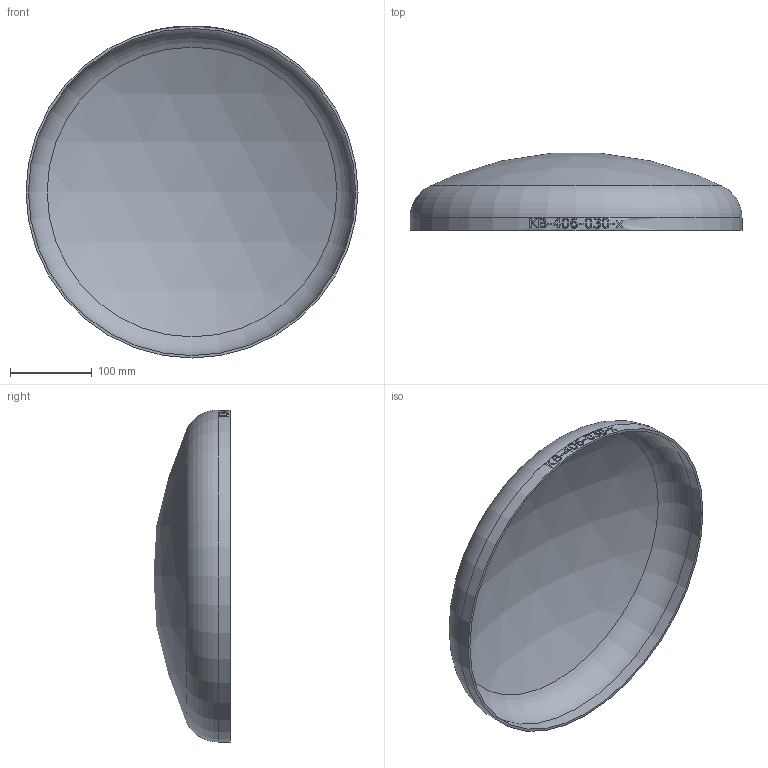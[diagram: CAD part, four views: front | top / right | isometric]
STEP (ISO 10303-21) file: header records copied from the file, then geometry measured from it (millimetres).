
FILE_DESCRIPTION (( 'STEP AP214' ), '1' );
FILE_NAME ('KB-406-030-x Klöpperboden 2003.STEP', '2020-03-27T09:29:15', ( '' ), ( '' ), 'SwSTEP 2.0', 'SolidWorks 2016', '' );
FILE_SCHEMA (( 'AUTOMOTIVE_DESIGN' ));
Length unit declared in the file: millimetre
Products named in the file (1): KB-406-030-x Klöpperboden 2003
Bounding box: 406.4 x 94.12 x 406.4 mm (x, y, z)
Volume: 542293.6 mm3; surface area: 365961.6 mm2
Topology: 1 solids, 1 shells, 182 faces, 478 edges, 318 vertices
Faces by surface type: bspline 101, plane 56, cylinder 21, torus 2, sphere 2
Full cylindrical faces by diameter (mm): 400.4 x1, 406.4 x1
Entity records: 30045 total; most frequent: CARTESIAN_POINT 24549, ORIENTED_EDGE 948, EDGE_CURVE 474, DIRECTION 385, B_SPLINE_CURVE_WITH_KNOTS 321, VERTEX_POINT 318, EDGE_LOOP 206, FACE_OUTER_BOUND 186
